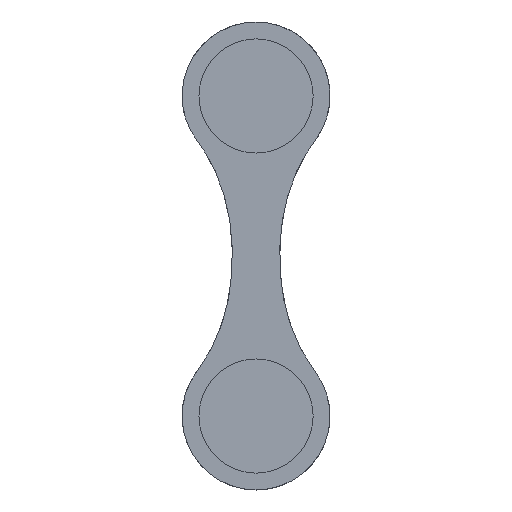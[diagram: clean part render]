
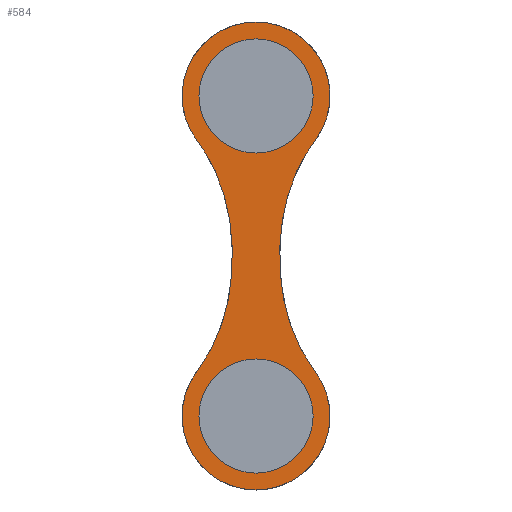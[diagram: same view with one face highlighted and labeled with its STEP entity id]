
A CAD part, top view. The second image highlights one B-rep face of the part: STEP entity #584.
In plain terms, the highlighted planar face has unit normal (0, 0, 1).
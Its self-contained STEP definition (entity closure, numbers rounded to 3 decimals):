
#19=FACE_BOUND('',#137,.T.);
#20=FACE_BOUND('',#138,.T.);
#34=(
BOUNDED_CURVE()
B_SPLINE_CURVE(5,(#1769,#1770,#1771,#1772,#1773,#1774,#1775,#1776,#1777,
#1778,#1779,#1780,#1781,#1782,#1783),.UNSPECIFIED.,.F.,.F.)
B_SPLINE_CURVE_WITH_KNOTS((6,1,1,1,1,1,1,1,1,1,6),(0.,0.1,0.2,0.3,0.4,0.5,
0.6,0.7,0.8,0.9,1.),.UNSPECIFIED.)
CURVE()
GEOMETRIC_REPRESENTATION_ITEM()
RATIONAL_B_SPLINE_CURVE((1.,1.,1.,1.,1.,1.,1.,1.,1.,1.,1.,1.,1.,1.,1.))
REPRESENTATION_ITEM('')
);
#35=(
BOUNDED_CURVE()
B_SPLINE_CURVE(5,(#1819,#1820,#1821,#1822,#1823,#1824,#1825,#1826,#1827,
#1828,#1829,#1830,#1831,#1832,#1833),.UNSPECIFIED.,.F.,.F.)
B_SPLINE_CURVE_WITH_KNOTS((6,1,1,1,1,1,1,1,1,1,6),(0.,0.1,0.2,0.3,0.4,0.5,
0.6,0.7,0.8,0.9,1.),.UNSPECIFIED.)
CURVE()
GEOMETRIC_REPRESENTATION_ITEM()
RATIONAL_B_SPLINE_CURVE((1.,1.,1.,1.,1.,1.,1.,1.,1.,1.,1.,1.,1.,1.,1.))
REPRESENTATION_ITEM('')
);
#56=PLANE('',#637);
#92=FACE_OUTER_BOUND('',#136,.T.);
#136=EDGE_LOOP('',(#501,#502,#503,#504));
#137=EDGE_LOOP('',(#505));
#138=EDGE_LOOP('',(#506));
#163=CIRCLE('',#627,5.);
#166=CIRCLE('',#632,5.);
#167=CIRCLE('',#634,12.5);
#168=CIRCLE('',#636,12.5);
#270=VERTEX_POINT('',#1182);
#287=VERTEX_POINT('',#1729);
#288=VERTEX_POINT('',#1733);
#289=VERTEX_POINT('',#1735);
#290=VERTEX_POINT('',#1768);
#291=VERTEX_POINT('',#1786);
#325=EDGE_CURVE('',#270,#270,#163,.T.);
#356=EDGE_CURVE('',#287,#287,#166,.T.);
#359=EDGE_CURVE('',#288,#289,#167,.T.);
#361=EDGE_CURVE('',#290,#289,#34,.T.);
#363=EDGE_CURVE('',#290,#291,#168,.T.);
#365=EDGE_CURVE('',#291,#288,#35,.T.);
#501=ORIENTED_EDGE('',*,*,#365,.F.);
#502=ORIENTED_EDGE('',*,*,#363,.F.);
#503=ORIENTED_EDGE('',*,*,#361,.T.);
#504=ORIENTED_EDGE('',*,*,#359,.F.);
#505=ORIENTED_EDGE('',*,*,#325,.T.);
#506=ORIENTED_EDGE('',*,*,#356,.T.);
#584=ADVANCED_FACE('',(#92,#19,#20),#56,.F.);
#627=AXIS2_PLACEMENT_3D('',#1183,#692,#693);
#632=AXIS2_PLACEMENT_3D('',#1730,#703,#704);
#634=AXIS2_PLACEMENT_3D('',#1736,#709,#710);
#636=AXIS2_PLACEMENT_3D('',#1787,#715,#716);
#637=AXIS2_PLACEMENT_3D('',#1834,#718,#719);
#692=DIRECTION('center_axis',(0.,0.,-1.));
#693=DIRECTION('ref_axis',(1.,0.,0.));
#703=DIRECTION('center_axis',(0.,0.,-1.));
#704=DIRECTION('ref_axis',(1.,0.,0.));
#709=DIRECTION('center_axis',(0.,0.,-1.));
#710=DIRECTION('ref_axis',(1.,0.,0.));
#715=DIRECTION('center_axis',(0.,0.,-1.));
#716=DIRECTION('ref_axis',(1.,0.,0.));
#718=DIRECTION('center_axis',(0.,0.,-1.));
#719=DIRECTION('ref_axis',(1.,0.,0.));
#1182=CARTESIAN_POINT('',(105.,27.05,0.));
#1183=CARTESIAN_POINT('Origin',(110.,27.05,0.));
#1729=CARTESIAN_POINT('',(105.,-27.05,0.));
#1730=CARTESIAN_POINT('Origin',(110.,-27.05,0.));
#1733=CARTESIAN_POINT('',(100.,19.55,0.));
#1735=CARTESIAN_POINT('',(120.,19.55,0.));
#1736=CARTESIAN_POINT('Origin',(110.,27.05,0.));
#1768=CARTESIAN_POINT('',(120.,-19.55,0.));
#1769=CARTESIAN_POINT('Ctrl Pts',(120.,-19.55,0.));
#1770=CARTESIAN_POINT('Ctrl Pts',(119.474,-18.849,0.));
#1771=CARTESIAN_POINT('Ctrl Pts',(118.487,-17.425,0.));
#1772=CARTESIAN_POINT('Ctrl Pts',(117.199,-15.225,0.));
#1773=CARTESIAN_POINT('Ctrl Pts',(115.856,-12.171,0.));
#1774=CARTESIAN_POINT('Ctrl Pts',(114.734,-8.19,0.));
#1775=CARTESIAN_POINT('Ctrl Pts',(114.099,-4.098,0.));
#1776=CARTESIAN_POINT('Ctrl Pts',(113.897,0.047,0.));
#1777=CARTESIAN_POINT('Ctrl Pts',(114.106,4.184,0.));
#1778=CARTESIAN_POINT('Ctrl Pts',(114.746,8.257,0.));
#1779=CARTESIAN_POINT('Ctrl Pts',(115.87,12.213,0.));
#1780=CARTESIAN_POINT('Ctrl Pts',(117.21,15.248,0.));
#1781=CARTESIAN_POINT('Ctrl Pts',(118.493,17.435,0.));
#1782=CARTESIAN_POINT('Ctrl Pts',(119.476,18.852,0.));
#1783=CARTESIAN_POINT('Ctrl Pts',(120.,19.55,0.));
#1786=CARTESIAN_POINT('',(100.,-19.55,0.));
#1787=CARTESIAN_POINT('Origin',(110.,-27.05,0.));
#1819=CARTESIAN_POINT('Ctrl Pts',(100.,-19.55,0.));
#1820=CARTESIAN_POINT('Ctrl Pts',(100.526,-18.849,0.));
#1821=CARTESIAN_POINT('Ctrl Pts',(101.513,-17.425,0.));
#1822=CARTESIAN_POINT('Ctrl Pts',(102.801,-15.225,0.));
#1823=CARTESIAN_POINT('Ctrl Pts',(104.144,-12.171,0.));
#1824=CARTESIAN_POINT('Ctrl Pts',(105.266,-8.19,0.));
#1825=CARTESIAN_POINT('Ctrl Pts',(105.901,-4.098,0.));
#1826=CARTESIAN_POINT('Ctrl Pts',(106.103,0.047,0.));
#1827=CARTESIAN_POINT('Ctrl Pts',(105.894,4.184,0.));
#1828=CARTESIAN_POINT('Ctrl Pts',(105.254,8.257,0.));
#1829=CARTESIAN_POINT('Ctrl Pts',(104.13,12.213,0.));
#1830=CARTESIAN_POINT('Ctrl Pts',(102.79,15.248,0.));
#1831=CARTESIAN_POINT('Ctrl Pts',(101.507,17.435,0.));
#1832=CARTESIAN_POINT('Ctrl Pts',(100.524,18.852,0.));
#1833=CARTESIAN_POINT('Ctrl Pts',(100.,19.55,0.));
#1834=CARTESIAN_POINT('Origin',(110.,0.,0.));
